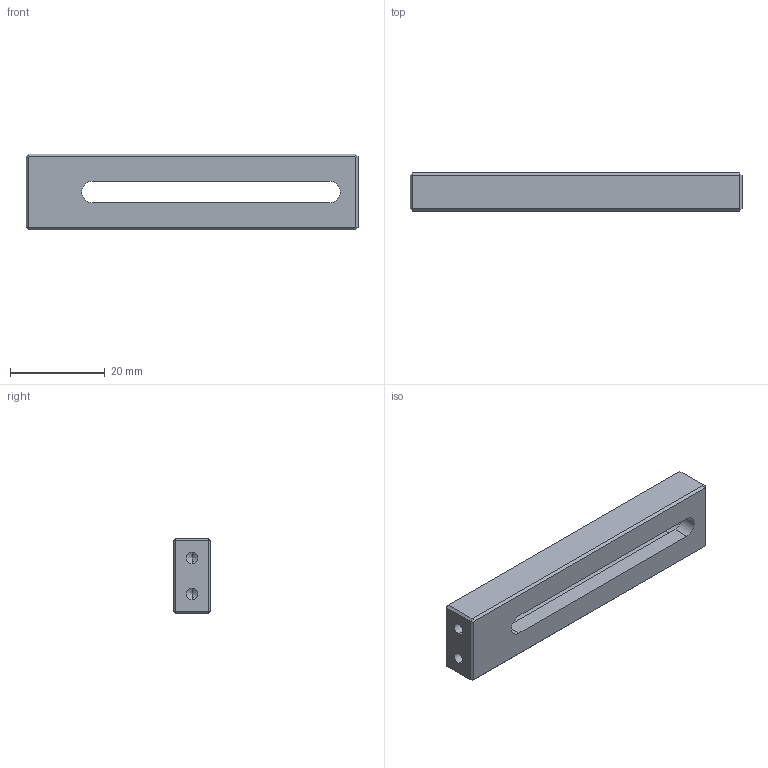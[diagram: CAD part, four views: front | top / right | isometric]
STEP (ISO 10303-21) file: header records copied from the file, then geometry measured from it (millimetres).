
FILE_DESCRIPTION (( 'STEP AP203' ), '1' );
FILE_NAME ('BP-15.STEP', '2022-07-20T08:37:15', ( '' ), ( '' ), 'SwSTEP 2.0', 'SolidWorks 2021', '' );
FILE_SCHEMA (( 'CONFIG_CONTROL_DESIGN' ));
Length unit declared in the file: millimetre
Products named in the file (1): BP-15
Bounding box: 70 x 8 x 16 mm (x, y, z)
Volume: 5968.1 mm3; surface area: 4105.1 mm2
Topology: 1 solids, 1 shells, 43 faces, 100 edges, 58 vertices
Faces by surface type: plane 31, cylinder 8, cone 4
Entity records: 1243 total; most frequent: DIRECTION 200, CARTESIAN_POINT 198, ORIENTED_EDGE 192, EDGE_CURVE 96, VECTOR 80, LINE 80, AXIS2_PLACEMENT_3D 60, VERTEX_POINT 58
